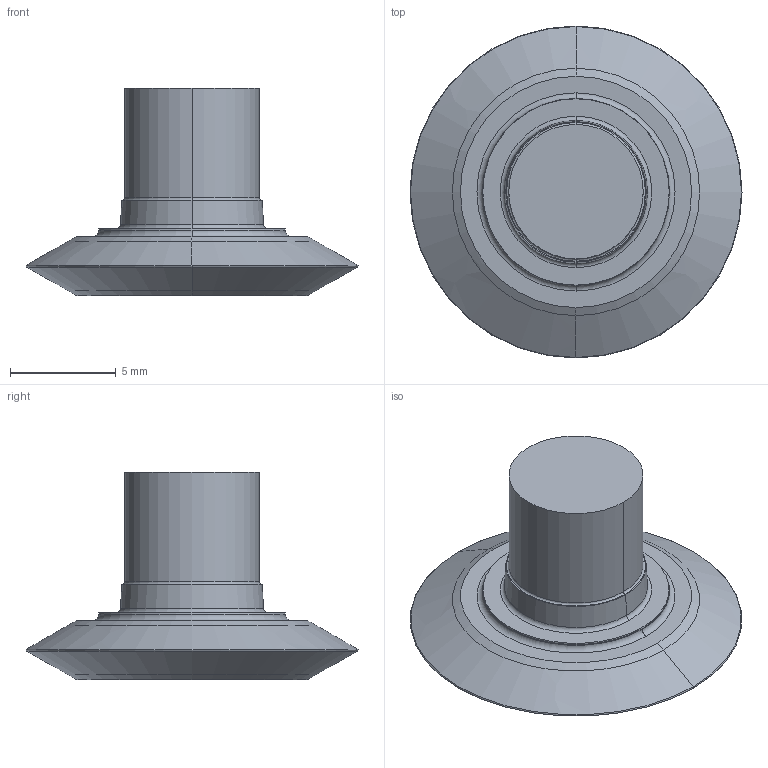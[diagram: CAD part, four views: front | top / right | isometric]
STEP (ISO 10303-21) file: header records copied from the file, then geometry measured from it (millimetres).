
FILE_DESCRIPTION((''),'2;1');
FILE_NAME('16Y15705T6RP60','2015-11-21T',('thielmann'),(''),'PRO/ENGINEER BY PARAMETRIC TECHNOLOGY CORPORATION, 2011490','PRO/ENGINEER BY PARAMETRIC TECHNOLOGY CORPORATION, 2011490','');
FILE_SCHEMA(('AUTOMOTIVE_DESIGN { 1 2 10303 214 0 1 1 1 }'));
Length unit declared in the file: millimetre
Products named in the file (3): NOCUT; CUT; 16Y15705T6RP60
Assembly tree (2 placements, depth 2):
  16Y15705T6RP60
    NOCUT
    CUT
Bounding box: 15.7 x 15.7 x 9.8 mm (x, y, z)
Volume: 608.5 mm3; surface area: 730.3 mm2
Topology: 2 solids, 2 shells, 43 faces, 86 edges, 50 vertices
Faces by surface type: cone 18, cylinder 8, torus 8, plane 5, bspline 4
Entity records: 1668 total; most frequent: CARTESIAN_POINT 256, DIRECTION 250, ORIENTED_EDGE 168, AXIS2_PLACEMENT_3D 111, PRESENTATION_STYLE_ASSIGNMENT 93, STYLED_ITEM 93, CURVE_STYLE 91, EDGE_CURVE 84
